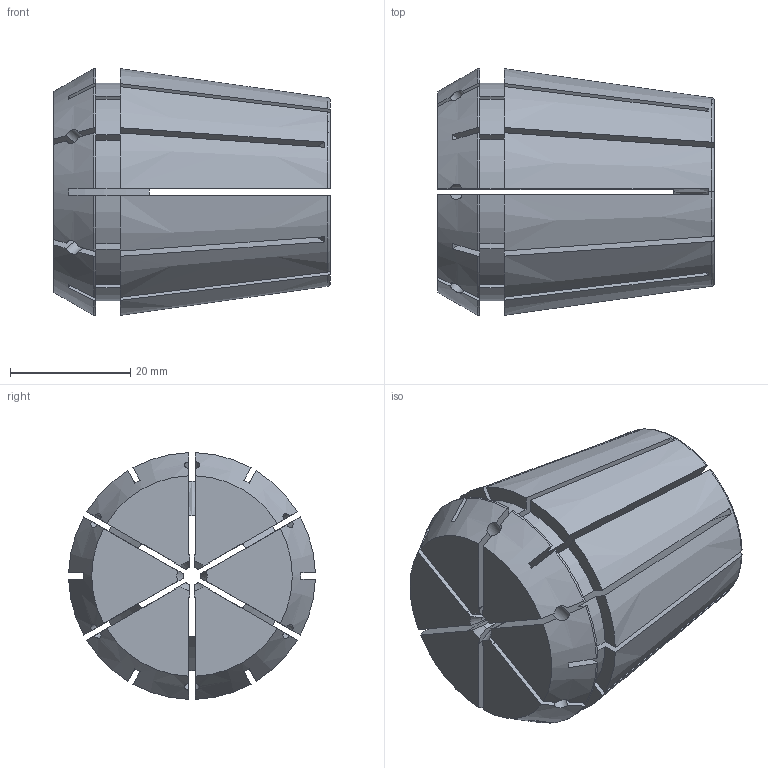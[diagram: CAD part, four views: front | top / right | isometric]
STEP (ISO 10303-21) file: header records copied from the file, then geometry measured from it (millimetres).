
FILE_DESCRIPTION (( 'STEP AP203' ), '1' );
FILE_NAME ('ER40C-¦Õ3.STEP', '2023-07-10T09:38:43', ( '' ), ( '' ), 'SwSTEP 2.0', 'SolidWorks 2012', '' );
FILE_SCHEMA (( 'CONFIG_CONTROL_DESIGN' ));
Length unit declared in the file: millimetre
Products named in the file (1): ER40C-耳3
Bounding box: 46 x 40.99 x 40.99 mm (x, y, z)
Volume: 33031.2 mm3; surface area: 18564.2 mm2
Topology: 1 solids, 1 shells, 244 faces, 731 edges, 487 vertices
Faces by surface type: plane 144, cylinder 61, cone 32, torus 7
Entity records: 8718 total; most frequent: CARTESIAN_POINT 2411, ORIENTED_EDGE 1462, DIRECTION 1141, EDGE_CURVE 731, VERTEX_POINT 487, AXIS2_PLACEMENT_3D 413, LINE 315, VECTOR 315
